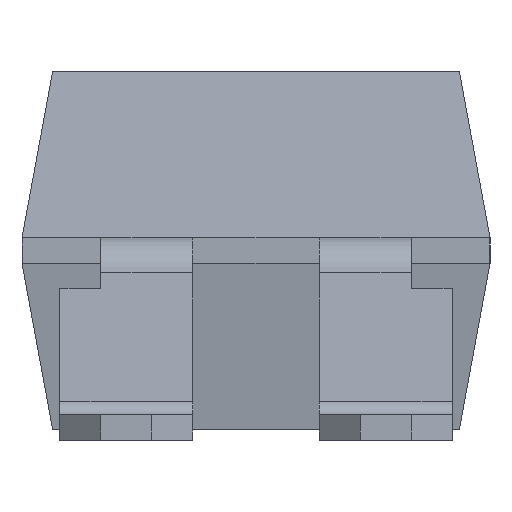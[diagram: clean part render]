
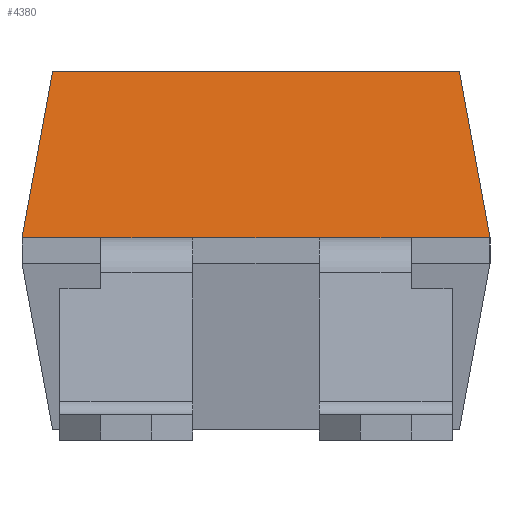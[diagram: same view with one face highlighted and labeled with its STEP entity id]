
A CAD part, left-side view. The second image highlights one B-rep face of the part: STEP entity #4380.
In plain terms, the highlighted planar face has unit normal (-0.988, 0, 0.152).
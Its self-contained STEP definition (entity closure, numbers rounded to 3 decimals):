
#316=ORIENTED_EDGE('',*,*,#1268,.T.);
#317=ORIENTED_EDGE('',*,*,#1269,.T.);
#318=ORIENTED_EDGE('',*,*,#1244,.F.);
#319=ORIENTED_EDGE('',*,*,#1235,.F.);
#320=ORIENTED_EDGE('',*,*,#1270,.F.);
#321=ORIENTED_EDGE('',*,*,#1254,.F.);
#322=ORIENTED_EDGE('',*,*,#1261,.F.);
#323=ORIENTED_EDGE('',*,*,#1271,.F.);
#1235=EDGE_CURVE('',#1716,#1711,#2033,.T.);
#1244=EDGE_CURVE('',#1711,#1721,#2042,.T.);
#1254=EDGE_CURVE('',#1724,#1729,#2052,.T.);
#1261=EDGE_CURVE('',#1732,#1724,#2059,.T.);
#1268=EDGE_CURVE('',#1738,#1739,#2066,.T.);
#1269=EDGE_CURVE('',#1739,#1721,#2067,.T.);
#1270=EDGE_CURVE('',#1729,#1716,#2068,.T.);
#1271=EDGE_CURVE('',#1738,#1732,#2069,.T.);
#1711=VERTEX_POINT('',#5425);
#1716=VERTEX_POINT('',#5439);
#1721=VERTEX_POINT('',#5456);
#1724=VERTEX_POINT('',#5463);
#1729=VERTEX_POINT('',#5477);
#1732=VERTEX_POINT('',#5490);
#1738=VERTEX_POINT('',#5505);
#1739=VERTEX_POINT('',#5506);
#2033=LINE('',#5438,#2329);
#2042=LINE('',#5455,#2338);
#2052=LINE('',#5476,#2348);
#2059=LINE('',#5489,#2355);
#2066=LINE('',#5504,#2362);
#2067=LINE('',#5507,#2363);
#2068=LINE('',#5508,#2364);
#2069=LINE('',#5509,#2365);
#2329=VECTOR('',#4772,1000.);
#2338=VECTOR('',#4787,1000.);
#2348=VECTOR('',#4803,1000.);
#2355=VECTOR('',#4816,1000.);
#2362=VECTOR('',#4827,1000.);
#2363=VECTOR('',#4828,1000.);
#2364=VECTOR('',#4829,1000.);
#2365=VECTOR('',#4830,1000.);
#2631=EDGE_LOOP('',(#316,#317,#318,#319,#320,#321,#322,#323));
#2857=FACE_BOUND('',#2631,.T.);
#3083=PLANE('',#4587);
#4380=ADVANCED_FACE('',(#2857),#3083,.T.);
#4587=AXIS2_PLACEMENT_3D('',#5503,#4825,#4826);
#4772=DIRECTION('',(0.,1.,0.));
#4787=DIRECTION('',(0.,1.,0.));
#4803=DIRECTION('',(0.,1.,0.));
#4816=DIRECTION('',(0.,1.,0.));
#4825=DIRECTION('',(-0.988,0.,0.152));
#4826=DIRECTION('',(0.152,0.,0.988));
#4827=DIRECTION('',(0.,1.,0.));
#4828=DIRECTION('',(-0.15,0.18,-0.972));
#4829=DIRECTION('',(0.,1.,0.));
#4830=DIRECTION('',(-0.15,-0.18,-0.972));
#5425=CARTESIAN_POINT('',(-3.25,1.52,0.125));
#5438=CARTESIAN_POINT('',(-3.25,-2.29,0.125));
#5439=CARTESIAN_POINT('',(-3.25,0.62,0.125));
#5455=CARTESIAN_POINT('',(-3.25,-2.29,0.125));
#5456=CARTESIAN_POINT('',(-3.25,2.29,0.125));
#5463=CARTESIAN_POINT('',(-3.25,-1.52,0.125));
#5476=CARTESIAN_POINT('',(-3.25,-2.29,0.125));
#5477=CARTESIAN_POINT('',(-3.25,-0.62,0.125));
#5489=CARTESIAN_POINT('',(-3.25,-2.29,0.125));
#5490=CARTESIAN_POINT('',(-3.25,-2.29,0.125));
#5503=CARTESIAN_POINT('',(-3.25,-2.29,0.125));
#5504=CARTESIAN_POINT('',(-3.,-2.29,1.75));
#5505=CARTESIAN_POINT('',(-3.,-1.99,1.75));
#5506=CARTESIAN_POINT('',(-3.,1.99,1.75));
#5507=CARTESIAN_POINT('',(-3.127,2.142,0.924));
#5508=CARTESIAN_POINT('',(-3.25,-2.29,0.125));
#5509=CARTESIAN_POINT('',(-3.25,-2.29,0.125));
